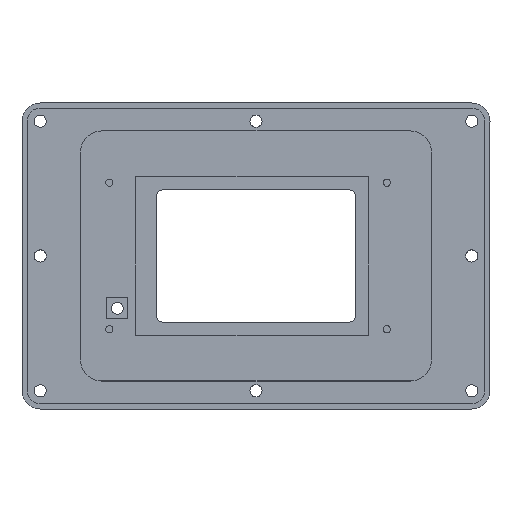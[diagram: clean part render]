
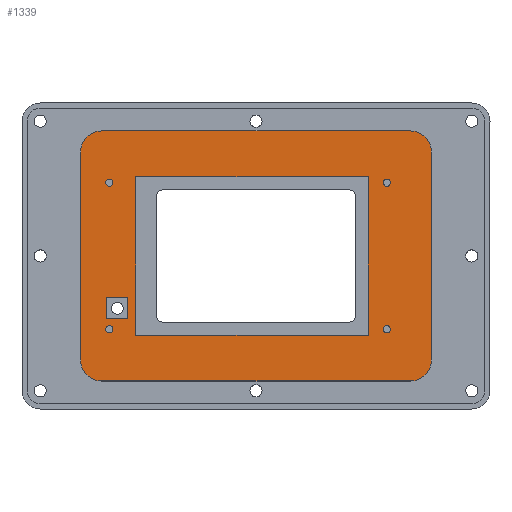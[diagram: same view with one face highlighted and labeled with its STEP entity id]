
A CAD part, top view. The second image highlights one B-rep face of the part: STEP entity #1339.
In plain terms, the highlighted planar face has unit normal (0, 0, 1).
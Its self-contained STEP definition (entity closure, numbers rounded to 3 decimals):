
#35=FACE_BOUND('',#213,.T.);
#36=FACE_BOUND('',#214,.T.);
#37=FACE_BOUND('',#215,.T.);
#38=FACE_BOUND('',#216,.T.);
#39=FACE_BOUND('',#217,.T.);
#40=FACE_BOUND('',#218,.T.);
#70=PLANE('',#1474);
#121=FACE_OUTER_BOUND('',#212,.T.);
#212=EDGE_LOOP('',(#1046,#1047,#1048,#1049,#1050,#1051,#1052,#1053));
#213=EDGE_LOOP('',(#1054,#1055,#1056,#1057));
#214=EDGE_LOOP('',(#1058));
#215=EDGE_LOOP('',(#1059));
#216=EDGE_LOOP('',(#1060));
#217=EDGE_LOOP('',(#1061));
#218=EDGE_LOOP('',(#1062,#1063,#1064,#1065));
#272=LINE('',#2000,#381);
#276=LINE('',#2008,#385);
#279=LINE('',#2014,#388);
#282=LINE('',#2019,#391);
#312=LINE('',#2166,#421);
#316=LINE('',#2174,#425);
#319=LINE('',#2180,#428);
#322=LINE('',#2185,#431);
#324=LINE('',#2193,#433);
#325=LINE('',#2197,#434);
#326=LINE('',#2201,#435);
#327=LINE('',#2204,#436);
#381=VECTOR('',#1568,10.);
#385=VECTOR('',#1574,10.);
#388=VECTOR('',#1579,10.);
#391=VECTOR('',#1584,10.);
#421=VECTOR('',#1748,10.);
#425=VECTOR('',#1754,10.);
#428=VECTOR('',#1759,10.);
#431=VECTOR('',#1764,10.);
#433=VECTOR('',#1772,10.);
#434=VECTOR('',#1775,10.);
#435=VECTOR('',#1778,10.);
#436=VECTOR('',#1781,10.);
#521=CIRCLE('',#1448,1.375);
#523=CIRCLE('',#1452,1.375);
#525=CIRCLE('',#1456,1.375);
#527=CIRCLE('',#1460,1.375);
#531=CIRCLE('',#1475,8.);
#532=CIRCLE('',#1476,8.);
#533=CIRCLE('',#1477,8.);
#534=CIRCLE('',#1478,8.);
#573=VERTEX_POINT('',#1998);
#574=VERTEX_POINT('',#1999);
#577=VERTEX_POINT('',#2007);
#579=VERTEX_POINT('',#2013);
#618=VERTEX_POINT('',#2122);
#620=VERTEX_POINT('',#2129);
#622=VERTEX_POINT('',#2136);
#624=VERTEX_POINT('',#2143);
#629=VERTEX_POINT('',#2164);
#630=VERTEX_POINT('',#2165);
#633=VERTEX_POINT('',#2173);
#635=VERTEX_POINT('',#2179);
#637=VERTEX_POINT('',#2189);
#638=VERTEX_POINT('',#2190);
#639=VERTEX_POINT('',#2192);
#640=VERTEX_POINT('',#2194);
#641=VERTEX_POINT('',#2196);
#642=VERTEX_POINT('',#2198);
#643=VERTEX_POINT('',#2200);
#644=VERTEX_POINT('',#2202);
#696=EDGE_CURVE('',#573,#574,#272,.T.);
#700=EDGE_CURVE('',#577,#573,#276,.T.);
#703=EDGE_CURVE('',#579,#577,#279,.T.);
#706=EDGE_CURVE('',#574,#579,#282,.T.);
#757=EDGE_CURVE('',#618,#618,#521,.T.);
#760=EDGE_CURVE('',#620,#620,#523,.T.);
#763=EDGE_CURVE('',#622,#622,#525,.T.);
#766=EDGE_CURVE('',#624,#624,#527,.T.);
#776=EDGE_CURVE('',#629,#630,#312,.T.);
#780=EDGE_CURVE('',#633,#629,#316,.T.);
#783=EDGE_CURVE('',#635,#633,#319,.T.);
#786=EDGE_CURVE('',#630,#635,#322,.T.);
#788=EDGE_CURVE('',#637,#638,#531,.T.);
#789=EDGE_CURVE('',#637,#639,#324,.T.);
#790=EDGE_CURVE('',#640,#639,#532,.T.);
#791=EDGE_CURVE('',#640,#641,#325,.T.);
#792=EDGE_CURVE('',#642,#641,#533,.T.);
#793=EDGE_CURVE('',#642,#643,#326,.T.);
#794=EDGE_CURVE('',#644,#643,#534,.T.);
#795=EDGE_CURVE('',#644,#638,#327,.T.);
#1046=ORIENTED_EDGE('',*,*,#788,.F.);
#1047=ORIENTED_EDGE('',*,*,#789,.T.);
#1048=ORIENTED_EDGE('',*,*,#790,.F.);
#1049=ORIENTED_EDGE('',*,*,#791,.T.);
#1050=ORIENTED_EDGE('',*,*,#792,.F.);
#1051=ORIENTED_EDGE('',*,*,#793,.T.);
#1052=ORIENTED_EDGE('',*,*,#794,.F.);
#1053=ORIENTED_EDGE('',*,*,#795,.T.);
#1054=ORIENTED_EDGE('',*,*,#696,.T.);
#1055=ORIENTED_EDGE('',*,*,#706,.T.);
#1056=ORIENTED_EDGE('',*,*,#703,.T.);
#1057=ORIENTED_EDGE('',*,*,#700,.T.);
#1058=ORIENTED_EDGE('',*,*,#757,.T.);
#1059=ORIENTED_EDGE('',*,*,#760,.T.);
#1060=ORIENTED_EDGE('',*,*,#763,.T.);
#1061=ORIENTED_EDGE('',*,*,#766,.T.);
#1062=ORIENTED_EDGE('',*,*,#776,.T.);
#1063=ORIENTED_EDGE('',*,*,#786,.T.);
#1064=ORIENTED_EDGE('',*,*,#783,.T.);
#1065=ORIENTED_EDGE('',*,*,#780,.T.);
#1339=ADVANCED_FACE('',(#121,#35,#36,#37,#38,#39,#40),#70,.T.);
#1448=AXIS2_PLACEMENT_3D('',#2123,#1695,#1696);
#1452=AXIS2_PLACEMENT_3D('',#2130,#1704,#1705);
#1456=AXIS2_PLACEMENT_3D('',#2137,#1713,#1714);
#1460=AXIS2_PLACEMENT_3D('',#2144,#1722,#1723);
#1474=AXIS2_PLACEMENT_3D('',#2188,#1768,#1769);
#1475=AXIS2_PLACEMENT_3D('',#2191,#1770,#1771);
#1476=AXIS2_PLACEMENT_3D('',#2195,#1773,#1774);
#1477=AXIS2_PLACEMENT_3D('',#2199,#1776,#1777);
#1478=AXIS2_PLACEMENT_3D('',#2203,#1779,#1780);
#1568=DIRECTION('',(0.,-1.,0.));
#1574=DIRECTION('',(1.,0.,0.));
#1579=DIRECTION('',(0.,1.,0.));
#1584=DIRECTION('',(-1.,0.,0.));
#1695=DIRECTION('center_axis',(0.,0.,-1.));
#1696=DIRECTION('ref_axis',(-1.,0.,0.));
#1704=DIRECTION('center_axis',(0.,0.,-1.));
#1705=DIRECTION('ref_axis',(-1.,0.,0.));
#1713=DIRECTION('center_axis',(0.,0.,-1.));
#1714=DIRECTION('ref_axis',(-1.,0.,0.));
#1722=DIRECTION('center_axis',(0.,0.,-1.));
#1723=DIRECTION('ref_axis',(-1.,0.,0.));
#1748=DIRECTION('',(0.,1.,0.));
#1754=DIRECTION('',(-1.,0.,0.));
#1759=DIRECTION('',(0.,-1.,0.));
#1764=DIRECTION('',(1.,0.,0.));
#1768=DIRECTION('center_axis',(0.,0.,1.));
#1769=DIRECTION('ref_axis',(1.,0.,0.));
#1770=DIRECTION('center_axis',(0.,0.,-1.));
#1771=DIRECTION('ref_axis',(-0.707,0.707,0.));
#1772=DIRECTION('',(0.,-1.,0.));
#1773=DIRECTION('center_axis',(0.,0.,-1.));
#1774=DIRECTION('ref_axis',(-0.707,-0.707,0.));
#1775=DIRECTION('',(1.,0.,0.));
#1776=DIRECTION('center_axis',(0.,0.,-1.));
#1777=DIRECTION('ref_axis',(0.707,-0.707,0.));
#1778=DIRECTION('',(0.,1.,0.));
#1779=DIRECTION('center_axis',(0.,0.,-1.));
#1780=DIRECTION('ref_axis',(0.707,0.707,0.));
#1781=DIRECTION('',(-1.,0.,0.));
#1998=CARTESIAN_POINT('',(-48.5,-15.75,5.6));
#1999=CARTESIAN_POINT('',(-48.5,-23.75,5.6));
#2000=CARTESIAN_POINT('',(-48.5,-7.875,5.6));
#2007=CARTESIAN_POINT('',(-56.5,-15.75,5.6));
#2008=CARTESIAN_POINT('',(-28.25,-15.75,5.6));
#2013=CARTESIAN_POINT('',(-56.5,-23.75,5.6));
#2014=CARTESIAN_POINT('',(-56.5,-11.875,5.6));
#2019=CARTESIAN_POINT('',(-24.25,-23.75,5.6));
#2122=CARTESIAN_POINT('',(50.875,-27.75,5.6));
#2123=CARTESIAN_POINT('Origin',(49.5,-27.75,5.6));
#2129=CARTESIAN_POINT('',(50.875,27.75,5.6));
#2130=CARTESIAN_POINT('Origin',(49.5,27.75,5.6));
#2136=CARTESIAN_POINT('',(-54.125,27.75,5.6));
#2137=CARTESIAN_POINT('Origin',(-55.5,27.75,5.6));
#2143=CARTESIAN_POINT('',(-54.125,-27.75,5.6));
#2144=CARTESIAN_POINT('Origin',(-55.5,-27.75,5.6));
#2164=CARTESIAN_POINT('',(-45.5,-30.,5.6));
#2165=CARTESIAN_POINT('',(-45.5,30.,5.6));
#2166=CARTESIAN_POINT('',(-45.5,-15.,5.6));
#2173=CARTESIAN_POINT('',(42.5,-30.,5.6));
#2174=CARTESIAN_POINT('',(21.25,-30.,5.6));
#2179=CARTESIAN_POINT('',(42.5,30.,5.6));
#2180=CARTESIAN_POINT('',(42.5,15.,5.6));
#2185=CARTESIAN_POINT('',(-22.75,30.,5.6));
#2188=CARTESIAN_POINT('Origin',(0.,0.,5.6));
#2189=CARTESIAN_POINT('',(-66.4,39.313,5.6));
#2190=CARTESIAN_POINT('',(-58.4,47.313,5.6));
#2191=CARTESIAN_POINT('Origin',(-58.4,39.313,5.6));
#2192=CARTESIAN_POINT('',(-66.4,-39.313,5.6));
#2193=CARTESIAN_POINT('',(-66.4,-47.313,5.6));
#2194=CARTESIAN_POINT('',(-58.4,-47.313,5.6));
#2195=CARTESIAN_POINT('Origin',(-58.4,-39.313,5.6));
#2196=CARTESIAN_POINT('',(58.4,-47.313,5.6));
#2197=CARTESIAN_POINT('',(66.4,-47.313,5.6));
#2198=CARTESIAN_POINT('',(66.4,-39.313,5.6));
#2199=CARTESIAN_POINT('Origin',(58.4,-39.313,5.6));
#2200=CARTESIAN_POINT('',(66.4,39.313,5.6));
#2201=CARTESIAN_POINT('',(66.4,47.313,5.6));
#2202=CARTESIAN_POINT('',(58.4,47.313,5.6));
#2203=CARTESIAN_POINT('Origin',(58.4,39.313,5.6));
#2204=CARTESIAN_POINT('',(-66.4,47.313,5.6));
